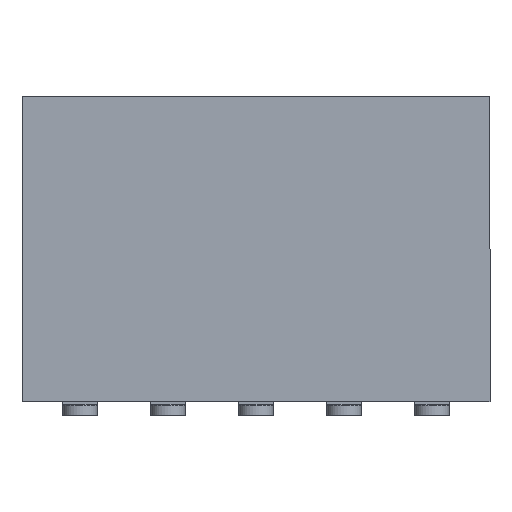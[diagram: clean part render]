
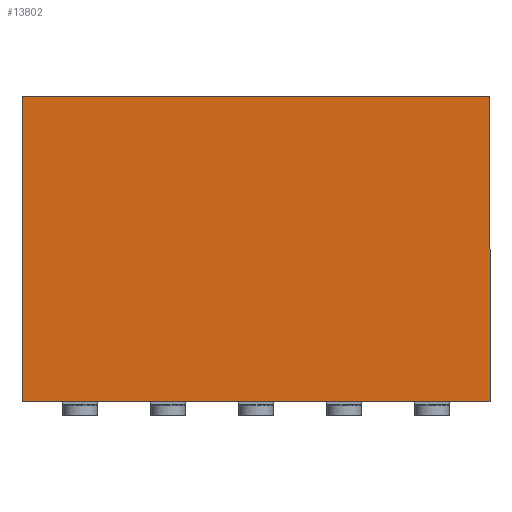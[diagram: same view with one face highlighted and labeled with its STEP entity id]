
A CAD part, front view. The second image highlights one B-rep face of the part: STEP entity #13802.
In plain terms, the highlighted face is planar.
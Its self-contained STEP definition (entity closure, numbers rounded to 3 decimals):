
#586=PLANE('',#15198);
#1952=LINE('',#23555,#3316);
#1953=LINE('',#23558,#3317);
#1954=LINE('',#23560,#3318);
#1955=LINE('',#23562,#3319);
#3316=VECTOR('',#19113,1000.);
#3317=VECTOR('',#19114,1000.);
#3318=VECTOR('',#19115,1000.);
#3319=VECTOR('',#19116,1000.);
#7180=ORIENTED_EDGE('',*,*,#9388,.T.);
#7181=ORIENTED_EDGE('',*,*,#9389,.T.);
#7182=ORIENTED_EDGE('',*,*,#9390,.T.);
#7183=ORIENTED_EDGE('',*,*,#9391,.T.);
#9388=EDGE_CURVE('',#10692,#10693,#1952,.T.);
#9389=EDGE_CURVE('',#10693,#10694,#1953,.T.);
#9390=EDGE_CURVE('',#10694,#10695,#1954,.T.);
#9391=EDGE_CURVE('',#10695,#10692,#1955,.T.);
#10692=VERTEX_POINT('',#23556);
#10693=VERTEX_POINT('',#23557);
#10694=VERTEX_POINT('',#23559);
#10695=VERTEX_POINT('',#23561);
#11972=EDGE_LOOP('',(#7180,#7181,#7182,#7183));
#12742=FACE_BOUND('',#11972,.T.);
#13802=ADVANCED_FACE('',(#12742),#586,.T.);
#15198=AXIS2_PLACEMENT_3D('',#23554,#19111,#19112);
#19111=DIRECTION('',(0.,1.,0.));
#19112=DIRECTION('',(0.,0.,1.));
#19113=DIRECTION('',(0.,0.,1.));
#19114=DIRECTION('',(1.,0.,0.));
#19115=DIRECTION('',(0.,0.,-1.));
#19116=DIRECTION('',(-1.,0.,0.));
#23554=CARTESIAN_POINT('',(0.,1.55,0.));
#23555=CARTESIAN_POINT('',(-3.375,1.55,-2.2));
#23556=CARTESIAN_POINT('',(-3.375,1.55,-2.2));
#23557=CARTESIAN_POINT('',(-3.375,1.55,2.2));
#23558=CARTESIAN_POINT('',(-3.375,1.55,2.2));
#23559=CARTESIAN_POINT('',(3.375,1.55,2.2));
#23560=CARTESIAN_POINT('',(3.375,1.55,2.2));
#23561=CARTESIAN_POINT('',(3.375,1.55,-2.2));
#23562=CARTESIAN_POINT('',(3.375,1.55,-2.2));
